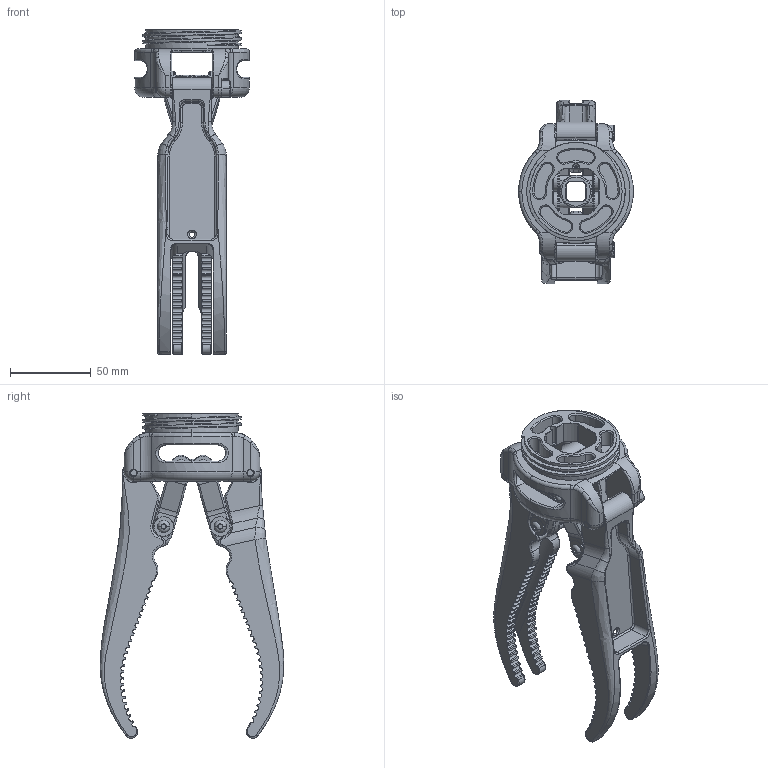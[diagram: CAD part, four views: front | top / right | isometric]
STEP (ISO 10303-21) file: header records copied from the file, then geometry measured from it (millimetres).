
FILE_DESCRIPTION (( 'STEP AP214' ), '1' );
FILE_NAME ('RB-1044-V001.STEP', '2021-03-24T23:21:49', ( '' ), ( '' ), 'SwSTEP 2.0', 'SolidWorks 2019', '' );
FILE_SCHEMA (( 'AUTOMOTIVE_DESIGN' ));
Length unit declared in the file: millimetre
Products named in the file (9): XFM-0608-04; 90263A262_316 STAINLESS STEEL PRECISION SHOULDER SCREW_90263A262; RS2-312_Jaw Inside; RS2-315; RB-1044-V001; RS2-256; RS2-314; BOLT-DH-M4LX_BOLT-DH-M4L8; RS2-313_Jaw Inside
Assembly tree (38 placements, depth 2):
  RB-1044-V001
    RS2-315
    RS2-313_Jaw Inside
    RS2-312_Jaw Inside
    RS2-314  x4
    RS2-256
    XFM-0608-04  x20
    90263A262_316 STAINLESS STEEL PRECISION SHOULDER SCREW_90263A262  x2
    BOLT-DH-M4LX_BOLT-DH-M4L8  x8
Bounding box: 71 x 113.47 x 200.6 mm (x, y, z)
Volume: 208358.7 mm3; surface area: 90016.9 mm2
Topology: 38 solids, 38 shells, 1951 faces, 4775 edges, 2939 vertices
Faces by surface type: cylinder 806, plane 407, bspline 321, torus 231, cone 171, sphere 15
Entity records: 66809 total; most frequent: CARTESIAN_POINT 35246, ORIENTED_EDGE 7056, DIRECTION 5891, EDGE_CURVE 3528, AXIS2_PLACEMENT_3D 2422, VERTEX_POINT 2182, EDGE_LOOP 1450, FACE_OUTER_BOUND 1388
